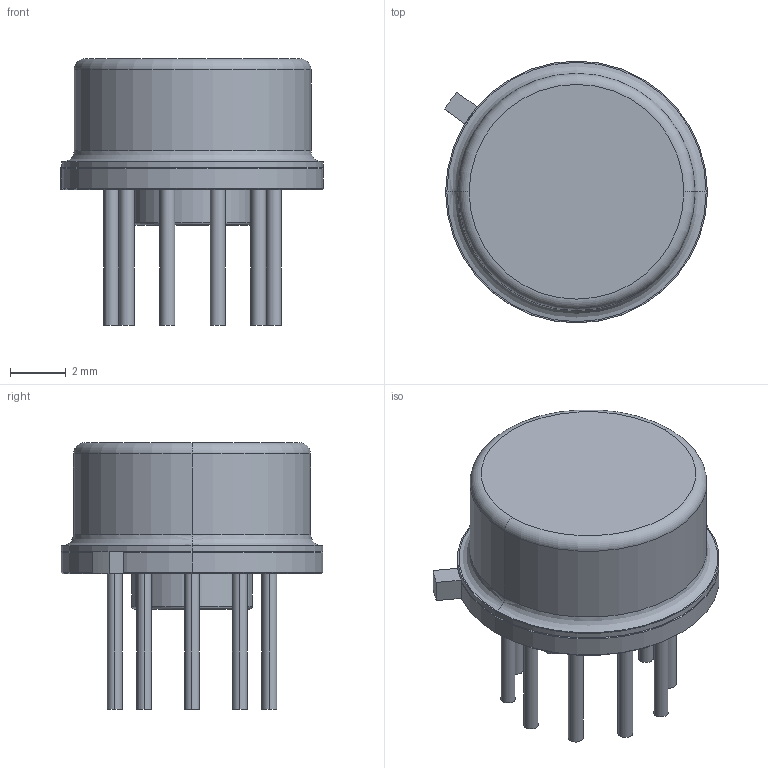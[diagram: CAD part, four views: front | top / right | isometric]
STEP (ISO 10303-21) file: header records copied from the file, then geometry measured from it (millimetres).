
FILE_DESCRIPTION((''),'2;1');
FILE_NAME('TO-100.stp','2012-11-21T09:33:50',(''),(''),'Mechanical Desktop 2011','Mechanical Desktop 2011',', , ');
FILE_SCHEMA(('AUTOMOTIVE_DESIGN { 1 2 10303 214 1 1 1 1 }'));
Length unit declared in the file: millimetre
Products named in the file (1): Product
Bounding box: 9.44 x 9.4 x 9.57 mm (x, y, z)
Volume: 309.9 mm3; surface area: 530.9 mm2
Topology: 14 solids, 14 shells, 71 faces, 116 edges, 74 vertices
Faces by surface type: plane 31, cylinder 30, torus 4, cone 4, bspline 2
Entity records: 1792 total; most frequent: CARTESIAN_POINT 350, DIRECTION 332, ORIENTED_EDGE 232, AXIS2_PLACEMENT_3D 146, EDGE_CURVE 116, CIRCLE 76, VERTEX_POINT 74, EDGE_LOOP 72
